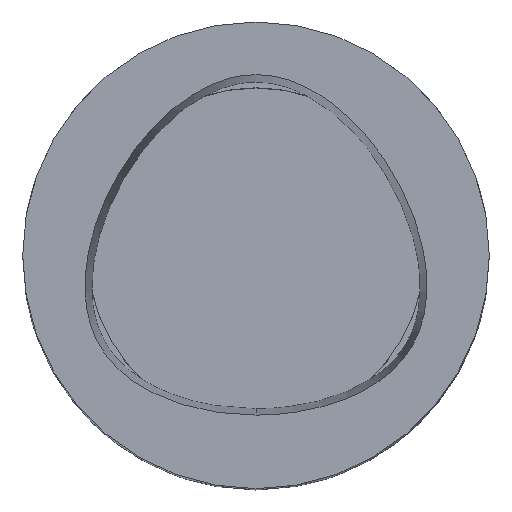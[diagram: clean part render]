
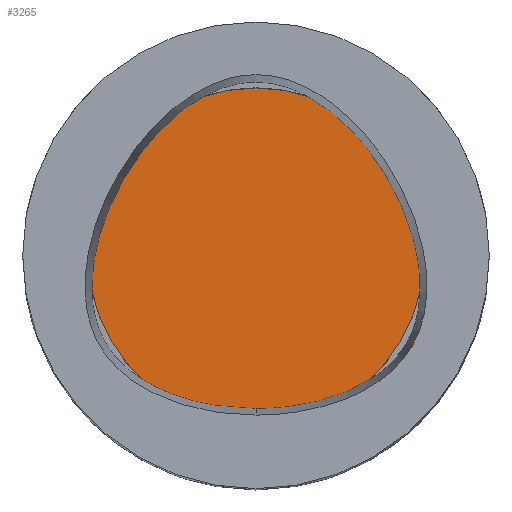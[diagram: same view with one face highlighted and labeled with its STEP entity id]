
A CAD part, top view. The second image highlights one B-rep face of the part: STEP entity #3265.
In plain terms, the highlighted planar face has unit normal (0, 0, 1).
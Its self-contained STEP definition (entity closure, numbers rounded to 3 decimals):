
#23 = EDGE_CURVE ( 'NONE', #4340, #3269, #3384, .T. ) ;
#741 = DIRECTION ( 'NONE',  ( 0., 0., -1. ) ) ;
#876 = DIRECTION ( 'NONE',  ( 0., 0., -1. ) ) ;
#1240 = AXIS2_PLACEMENT_3D ( 'NONE', #1268, #876, #2028 ) ;
#1268 = CARTESIAN_POINT ( 'NONE',  ( 0., 0., 42.6 ) ) ;
#1390 = CARTESIAN_POINT ( 'NONE',  ( 0., 25., 42.6 ) ) ;
#1479 = DIRECTION ( 'NONE',  ( 0., 0., 1. ) ) ;
#1512 = FACE_OUTER_BOUND ( 'NONE', #2408, .T. ) ;
#1842 = DIRECTION ( 'NONE',  ( 1., 0., 0. ) ) ;
#2028 = DIRECTION ( 'NONE',  ( -1., 0., 0. ) ) ;
#2161 = CARTESIAN_POINT ( 'NONE',  ( 18., 0., 42.6 ) ) ;
#2252 = DIRECTION ( 'NONE',  ( -1., 0., 0. ) ) ;
#2332 = CARTESIAN_POINT ( 'NONE',  ( 0., 0., 42.6 ) ) ;
#2408 = EDGE_LOOP ( 'NONE', ( #4115, #4330 ) ) ;
#2830 = AXIS2_PLACEMENT_3D ( 'NONE', #2332, #741, #2252 ) ;
#3194 = CARTESIAN_POINT ( 'NONE',  ( -18., 0., 42.6 ) ) ;
#3265 = ADVANCED_FACE ( 'NONE', ( #1512 ), #4122, .T. ) ;
#3269 = VERTEX_POINT ( 'NONE', #2161 ) ;
#3384 = CIRCLE ( 'NONE', #1240, 18. ) ;
#4022 = CIRCLE ( 'NONE', #2830, 18. ) ;
#4115 = ORIENTED_EDGE ( 'NONE', *, *, #23, .F. ) ;
#4122 = PLANE ( 'NONE',  #4650 ) ;
#4330 = ORIENTED_EDGE ( 'NONE', *, *, #4819, .F. ) ;
#4340 = VERTEX_POINT ( 'NONE', #3194 ) ;
#4650 = AXIS2_PLACEMENT_3D ( 'NONE', #1390, #1479, #1842 ) ;
#4819 = EDGE_CURVE ( 'NONE', #3269, #4340, #4022, .T. ) ;
